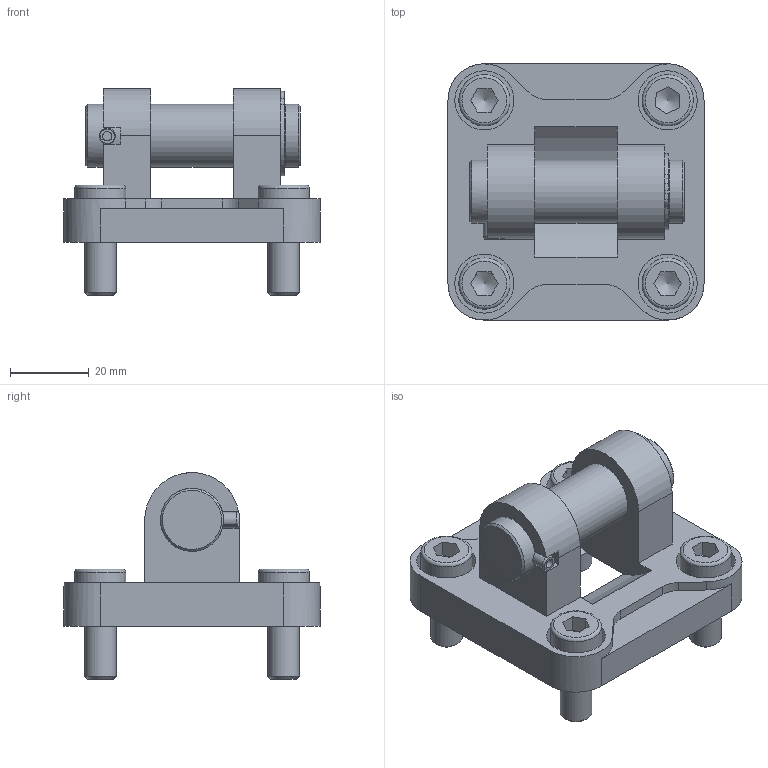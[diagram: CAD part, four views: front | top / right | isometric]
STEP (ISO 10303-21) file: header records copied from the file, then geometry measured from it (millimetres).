
FILE_DESCRIPTION(/* description */ (''),/* implementation_level */ '2;1');
FILE_NAME(/* name */ 'CAD_9202.stp',/* time_stamp */ '2016-06-08T16:53:15+02:00',/* author */ ('Hypex'),/* organization */ ('Hypex'),/* preprocessor_version */ 'ST-DEVELOPER v16.1',/* originating_system */ 'Autodesk Inventor 2016',/* authorisation */ '');
FILE_SCHEMA (('AUTOMOTIVE_DESIGN { 1 0 10303 214 3 1 1 }'));
Length unit declared in the file: millimetre
Products named in the file (1): CAD_9202
Bounding box: 65 x 65 x 52.5 mm (x, y, z)
Volume: 58452.7 mm3; surface area: 21609.3 mm2
Topology: 1 solids, 1 shells, 144 faces, 345 edges, 225 vertices
Faces by surface type: plane 78, cylinder 46, cone 12, torus 8
Full cylindrical faces by diameter (mm): 1.7 x2, 4 x1, 8 x4, 9 x4, 13 x4, 15 x5, 16 x3, 40 x1
Entity records: 4108 total; most frequent: CARTESIAN_POINT 744, DIRECTION 669, ORIENTED_EDGE 588, EDGE_CURVE 294, AXIS2_PLACEMENT_3D 258, VERTEX_POINT 216, EDGE_LOOP 214, LINE 153
